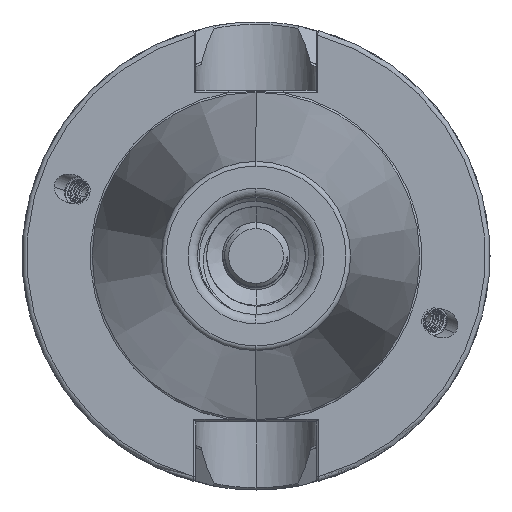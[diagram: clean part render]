
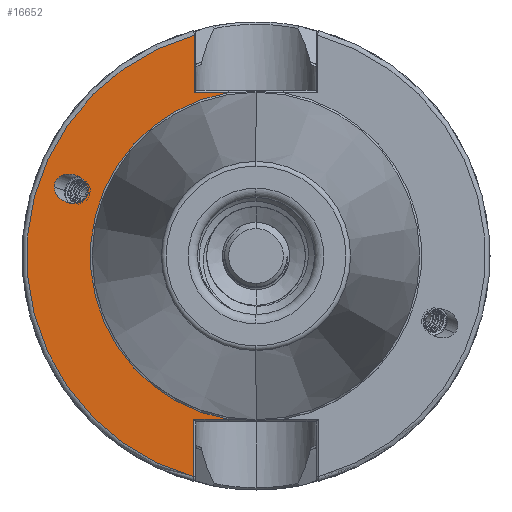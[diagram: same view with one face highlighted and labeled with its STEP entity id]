
A CAD part, left-side view. The second image highlights one B-rep face of the part: STEP entity #16652.
In plain terms, the highlighted planar face has unit normal (-1, 0, 0).
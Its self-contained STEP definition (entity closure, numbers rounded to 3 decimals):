
#389 = DIRECTION ( 'NONE',  ( 0., 0., -1. ) ) ;
#391 = PLANE ( 'NONE',  #32345 ) ;
#395 = DIRECTION ( 'NONE',  ( 1., 0., 0. ) ) ;
#423 = CARTESIAN_POINT ( 'NONE',  ( 0., 35.398, 0. ) ) ;
#3717 = EDGE_LOOP ( 'NONE', ( #21746, #21750, #21845 ) ) ;
#3787 = EDGE_LOOP ( 'NONE', ( #21759, #21775, #21769, #21867, #21833, #21810 ) ) ;
#6862 = CARTESIAN_POINT ( 'NONE',  ( 0., 13.194, 47.285 ) ) ;
#6868 = DIRECTION ( 'NONE',  ( 0., 0., 1. ) ) ;
#7312 = CARTESIAN_POINT ( 'NONE',  ( 0., 43.118, 14.766 ) ) ;
#7316 = DIRECTION ( 'NONE',  ( 0., 0., 1. ) ) ;
#7330 = CARTESIAN_POINT ( 'NONE',  ( 0., 35.968, 13.091 ) ) ;
#7339 = CARTESIAN_POINT ( 'NONE',  ( 0., 43.118, 9.99 ) ) ;
#7340 = CARTESIAN_POINT ( 'NONE',  ( 0., 13.279, 0. ) ) ;
#7348 = CARTESIAN_POINT ( 'NONE',  ( 0., 37.57, 8.69 ) ) ;
#7393 = DIRECTION ( 'NONE',  ( -1., 0., 0. ) ) ;
#7395 = CARTESIAN_POINT ( 'NONE',  ( 0., 0., 0. ) ) ;
#7396 = DIRECTION ( 'NONE',  ( 0., 0., 1. ) ) ;
#7668 = CARTESIAN_POINT ( 'NONE',  ( 0., 35.398, -34.9 ) ) ;
#7687 = DIRECTION ( 'NONE',  ( 0., -1., 0. ) ) ;
#9423 = DIRECTION ( 'NONE',  ( 0., 0., 1. ) ) ;
#9427 = CARTESIAN_POINT ( 'NONE',  ( 0., 0., 0. ) ) ;
#9462 = DIRECTION ( 'NONE',  ( -1., 0., 0. ) ) ;
#9487 = DIRECTION ( 'NONE',  ( 0., 1., 0. ) ) ;
#9514 = CARTESIAN_POINT ( 'NONE',  ( 0., 12.85, 34.9 ) ) ;
#10232 = FACE_BOUND ( 'NONE', #3717, .T. ) ;
#10261 = FACE_OUTER_BOUND ( 'NONE', #3787, .T. ) ;
#12853 = CARTESIAN_POINT ( 'NONE',  ( 0., 35.816, 13.963 ) ) ;
#12860 = CARTESIAN_POINT ( 'NONE',  ( 0., 35.816, 13.662 ) ) ;
#12884 = CARTESIAN_POINT ( 'NONE',  ( 0., 35.867, 13.369 ) ) ;
#12887 = CARTESIAN_POINT ( 'NONE',  ( 0., 35.968, 13.091 ) ) ;
#14610 =( BOUNDED_CURVE ( )  B_SPLINE_CURVE ( 3, ( #12853, #12860, #12884, #12887 ),
 .UNSPECIFIED., .F., .F. ) 
 B_SPLINE_CURVE_WITH_KNOTS ( ( 4, 4 ),
 ( 5.993, 6.283 ),
 .UNSPECIFIED. ) 
 CURVE ( )  GEOMETRIC_REPRESENTATION_ITEM ( )  RATIONAL_B_SPLINE_CURVE ( ( 1., 0.993, 0.993, 1. ) ) 
 REPRESENTATION_ITEM ( '' )  );
#14660 =( BOUNDED_CURVE ( )  B_SPLINE_CURVE ( 3, ( #24548, #24546, #24544, #24569 ),
 .UNSPECIFIED., .F., .F. ) 
 B_SPLINE_CURVE_WITH_KNOTS ( ( 4, 4 ),
 ( 2.852, 5.993 ),
 .UNSPECIFIED. ) 
 CURVE ( )  GEOMETRIC_REPRESENTATION_ITEM ( )  RATIONAL_B_SPLINE_CURVE ( ( 1., 0.333, 0.333, 1. ) ) 
 REPRESENTATION_ITEM ( '' )  );
#15101 = VECTOR ( 'NONE', #9487, 1000. ) ;
#15118 = CIRCLE ( 'NONE', #25066, 35.398 ) ;
#15145 = LINE ( 'NONE', #9514, #15101 ) ;
#15152 = VECTOR ( 'NONE', #7687, 1000. ) ;
#15166 = VECTOR ( 'NONE', #7316, 1000. ) ;
#15169 = CIRCLE ( 'NONE', #25071, 49. ) ;
#15172 = LINE ( 'NONE', #6862, #15176 ) ;
#15176 = VECTOR ( 'NONE', #6868, 1000. ) ;
#15196 = LINE ( 'NONE', #7668, #15152 ) ;
#15199 = LINE ( 'NONE', #7340, #15166 ) ;
#16112 =( BOUNDED_CURVE ( )  B_SPLINE_CURVE ( 3, ( #7330, #7348, #7339, #7312 ),
 .UNSPECIFIED., .F., .T. ) 
 B_SPLINE_CURVE_WITH_KNOTS ( ( 4, 4 ),
 ( 0., 2.852 ),
 .UNSPECIFIED. ) 
 CURVE ( )  GEOMETRIC_REPRESENTATION_ITEM ( )  RATIONAL_B_SPLINE_CURVE ( ( 1., 0.43, 0.43, 1. ) ) 
 REPRESENTATION_ITEM ( '' )  );
#16652 = ADVANCED_FACE ( 'NONE', ( #10232, #10261 ), #391, .F. ) ;
#21746 = ORIENTED_EDGE ( 'NONE', *, *, #32546, .T. ) ;
#21750 = ORIENTED_EDGE ( 'NONE', *, *, #29151, .T. ) ;
#21759 = ORIENTED_EDGE ( 'NONE', *, *, #32557, .T. ) ;
#21769 = ORIENTED_EDGE ( 'NONE', *, *, #32574, .T. ) ;
#21775 = ORIENTED_EDGE ( 'NONE', *, *, #32547, .T. ) ;
#21810 = ORIENTED_EDGE ( 'NONE', *, *, #32581, .T. ) ;
#21833 = ORIENTED_EDGE ( 'NONE', *, *, #32511, .T. ) ;
#21845 = ORIENTED_EDGE ( 'NONE', *, *, #28924, .T. ) ;
#21867 = ORIENTED_EDGE ( 'NONE', *, *, #32502, .F. ) ;
#22263 = VERTEX_POINT ( 'NONE', #31148 ) ;
#22330 = VERTEX_POINT ( 'NONE', #31163 ) ;
#22345 = VERTEX_POINT ( 'NONE', #31129 ) ;
#22443 = VERTEX_POINT ( 'NONE', #31214 ) ;
#22538 = VERTEX_POINT ( 'NONE', #31273 ) ;
#22551 = VERTEX_POINT ( 'NONE', #31255 ) ;
#22970 = VERTEX_POINT ( 'NONE', #31540 ) ;
#24114 = VERTEX_POINT ( 'NONE', #31601 ) ;
#24122 = VERTEX_POINT ( 'NONE', #31578 ) ;
#24544 = CARTESIAN_POINT ( 'NONE',  ( 0., 35.816, 20.184 ) ) ;
#24546 = CARTESIAN_POINT ( 'NONE',  ( 0., 43.118, 20.987 ) ) ;
#24548 = CARTESIAN_POINT ( 'NONE',  ( 0., 43.118, 14.766 ) ) ;
#24569 = CARTESIAN_POINT ( 'NONE',  ( 0., 35.816, 13.963 ) ) ;
#25066 = AXIS2_PLACEMENT_3D ( 'NONE', #9427, #9462, #9423 ) ;
#25071 = AXIS2_PLACEMENT_3D ( 'NONE', #7395, #7393, #7396 ) ;
#28924 = EDGE_CURVE ( 'NONE', #24122, #22970, #14610, .T. ) ;
#29151 = EDGE_CURVE ( 'NONE', #24114, #24122, #14660, .T. ) ;
#31129 = CARTESIAN_POINT ( 'NONE',  ( 0., 5.916, -34.9 ) ) ;
#31148 = CARTESIAN_POINT ( 'NONE',  ( 0., 13.194, 47.19 ) ) ;
#31163 = CARTESIAN_POINT ( 'NONE',  ( 0., 13.194, 34.9 ) ) ;
#31214 = CARTESIAN_POINT ( 'NONE',  ( 0., 5.916, 34.9 ) ) ;
#31255 = CARTESIAN_POINT ( 'NONE',  ( 0., 13.279, -34.9 ) ) ;
#31273 = CARTESIAN_POINT ( 'NONE',  ( 0., 13.279, -47.166 ) ) ;
#31540 = CARTESIAN_POINT ( 'NONE',  ( 0., 35.968, 13.091 ) ) ;
#31578 = CARTESIAN_POINT ( 'NONE',  ( 0., 35.816, 13.963 ) ) ;
#31601 = CARTESIAN_POINT ( 'NONE',  ( 0., 43.118, 14.766 ) ) ;
#32345 = AXIS2_PLACEMENT_3D ( 'NONE', #423, #395, #389 ) ;
#32502 = EDGE_CURVE ( 'NONE', #22443, #22345, #15118, .T. ) ;
#32511 = EDGE_CURVE ( 'NONE', #22443, #22330, #15145, .T. ) ;
#32546 = EDGE_CURVE ( 'NONE', #22970, #24114, #16112, .T. ) ;
#32547 = EDGE_CURVE ( 'NONE', #22538, #22551, #15199, .T. ) ;
#32557 = EDGE_CURVE ( 'NONE', #22263, #22538, #15169, .T. ) ;
#32574 = EDGE_CURVE ( 'NONE', #22551, #22345, #15196, .T. ) ;
#32581 = EDGE_CURVE ( 'NONE', #22330, #22263, #15172, .T. ) ;
